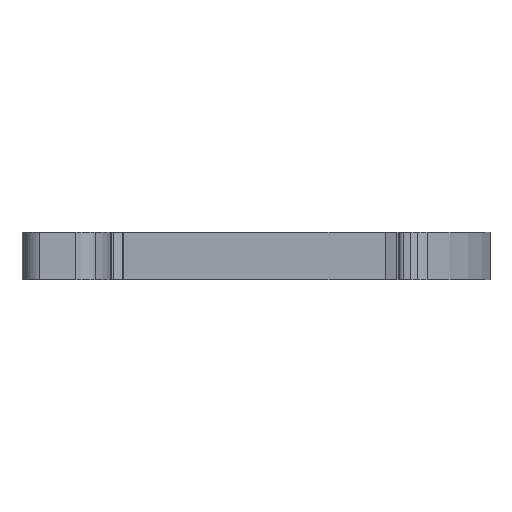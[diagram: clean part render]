
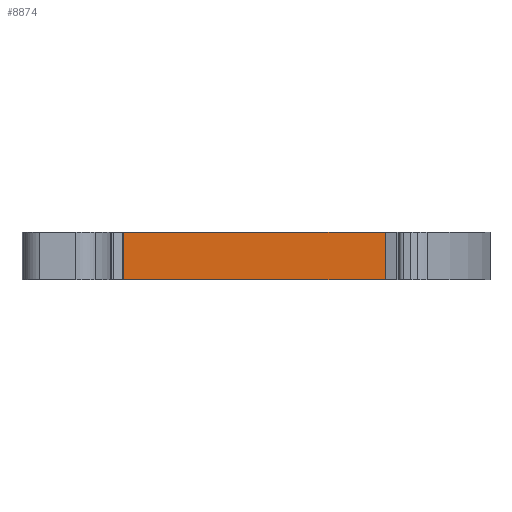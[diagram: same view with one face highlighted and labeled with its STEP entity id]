
A CAD part, front view. The second image highlights one B-rep face of the part: STEP entity #8874.
In plain terms, the highlighted planar face has unit normal (0, -1, 0).
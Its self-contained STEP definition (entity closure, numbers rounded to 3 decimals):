
#1748=ORIENTED_EDGE('',*,*,#3118,.T.);
#1749=ORIENTED_EDGE('',*,*,#3275,.T.);
#1750=ORIENTED_EDGE('',*,*,#2694,.T.);
#1751=ORIENTED_EDGE('',*,*,#3276,.F.);
#2694=EDGE_CURVE('',#3664,#3663,#4244,.T.);
#3118=EDGE_CURVE('',#4005,#4004,#4497,.T.);
#3275=EDGE_CURVE('',#4004,#3664,#4594,.T.);
#3276=EDGE_CURVE('',#4005,#3663,#4595,.T.);
#3663=VERTEX_POINT('',#12118);
#3664=VERTEX_POINT('',#12120);
#4004=VERTEX_POINT('',#13005);
#4005=VERTEX_POINT('',#13007);
#4244=LINE('',#12119,#4901);
#4497=LINE('',#13006,#5154);
#4594=LINE('',#13315,#5251);
#4595=LINE('',#13317,#5252);
#4901=VECTOR('',#10033,1000.);
#5154=VECTOR('',#10796,1000.);
#5251=VECTOR('',#11145,1000.);
#5252=VECTOR('',#11148,1000.);
#5618=EDGE_LOOP('',(#1748,#1749,#1750,#1751));
#5964=FACE_BOUND('',#5618,.T.);
#6227=PLANE('',#9528);
#8874=ADVANCED_FACE('',(#5964),#6227,.T.);
#9528=AXIS2_PLACEMENT_3D('',#13316,#11146,#11147);
#10033=DIRECTION('',(-1.,0.,0.));
#10796=DIRECTION('',(1.,0.,0.));
#11145=DIRECTION('',(0.,0.,1.));
#11146=DIRECTION('',(0.,-1.,0.));
#11147=DIRECTION('',(-1.,0.,0.));
#11148=DIRECTION('',(0.,0.,1.));
#12118=CARTESIAN_POINT('',(14.181,-23.028,10.417));
#12119=CARTESIAN_POINT('',(14.181,-23.028,10.417));
#12120=CARTESIAN_POINT('',(41.962,-23.028,10.417));
#13005=CARTESIAN_POINT('',(41.962,-23.028,5.417));
#13006=CARTESIAN_POINT('',(14.181,-23.028,5.417));
#13007=CARTESIAN_POINT('',(14.181,-23.028,5.417));
#13315=CARTESIAN_POINT('',(41.962,-23.028,-50.19));
#13316=CARTESIAN_POINT('',(14.181,-23.028,-50.19));
#13317=CARTESIAN_POINT('',(14.181,-23.028,-50.19));
